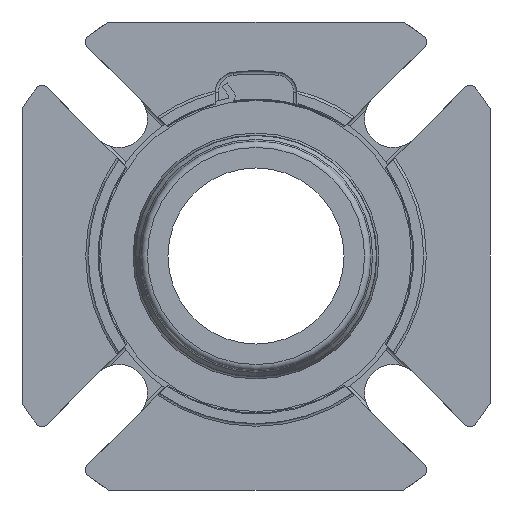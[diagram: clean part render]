
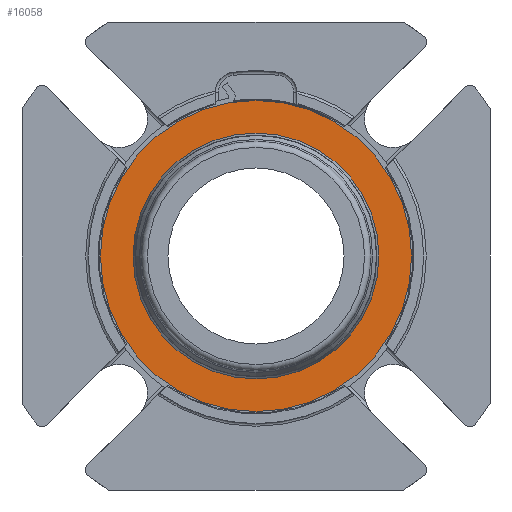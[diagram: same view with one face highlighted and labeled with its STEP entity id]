
A CAD part, front view. The second image highlights one B-rep face of the part: STEP entity #16058.
In plain terms, the highlighted planar face has unit normal (0, -1, 0).
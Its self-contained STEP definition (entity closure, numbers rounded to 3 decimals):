
#3381=PLANE('',#17622);
#7985=ORIENTED_EDGE('',*,*,#10426,.F.);
#7986=ORIENTED_EDGE('',*,*,#10427,.T.);
#10426=EDGE_CURVE('',#11953,#11953,#12686,.F.);
#10427=EDGE_CURVE('',#11954,#11954,#12687,.T.);
#11953=VERTEX_POINT('',#31154);
#11954=VERTEX_POINT('',#31157);
#12686=CIRCLE('',#17621,30.023);
#12687=CIRCLE('',#17623,38.);
#13729=EDGE_LOOP('',(#7985));
#13730=EDGE_LOOP('',(#7986));
#14782=FACE_BOUND('',#13729,.T.);
#14783=FACE_BOUND('',#13730,.T.);
#16058=ADVANCED_FACE('',(#14782,#14783),#3381,.F.);
#17621=AXIS2_PLACEMENT_3D('',#31153,#21830,#21831);
#17622=AXIS2_PLACEMENT_3D('',#31155,#21832,#21833);
#17623=AXIS2_PLACEMENT_3D('',#31156,#21834,#21835);
#21830=DIRECTION('',(0.,1.,0.));
#21831=DIRECTION('',(-1.,0.,0.));
#21832=DIRECTION('',(0.,1.,0.));
#21833=DIRECTION('',(-1.,0.,0.));
#21834=DIRECTION('',(0.,-1.,0.));
#21835=DIRECTION('',(1.,0.,0.));
#31153=CARTESIAN_POINT('',(0.,3.835,0.));
#31154=CARTESIAN_POINT('',(-30.023,3.835,0.));
#31155=CARTESIAN_POINT('',(38.,3.835,0.));
#31156=CARTESIAN_POINT('',(0.,3.835,0.));
#31157=CARTESIAN_POINT('',(38.,3.835,0.));
